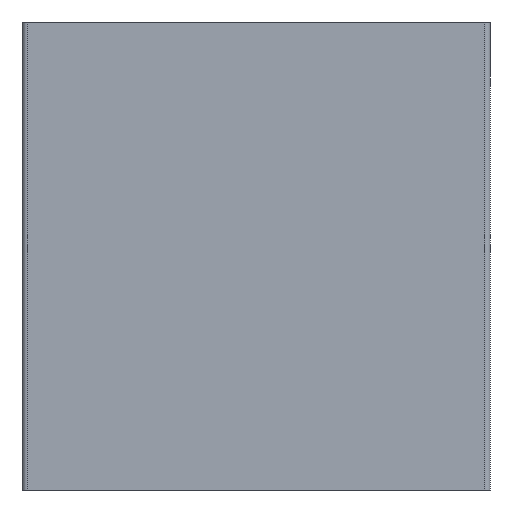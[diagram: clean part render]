
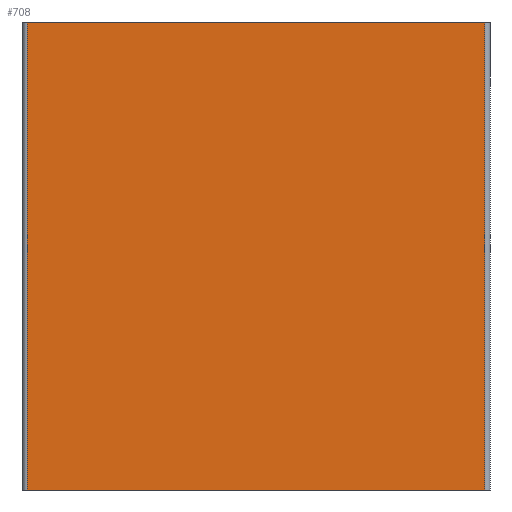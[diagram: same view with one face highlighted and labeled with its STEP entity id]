
A CAD part, front view. The second image highlights one B-rep face of the part: STEP entity #708.
In plain terms, the highlighted planar face has unit normal (0, -1, 0).
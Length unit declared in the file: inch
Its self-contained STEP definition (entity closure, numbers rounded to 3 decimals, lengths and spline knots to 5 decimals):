
#52 = DIRECTION ( 'NONE',  ( 1., 0., 0. ) ) ;
#60 = CARTESIAN_POINT ( 'NONE',  ( 4.842, 0., -4.95 ) ) ;
#66 = DIRECTION ( 'NONE',  ( 0., -1., 0. ) ) ;
#90 = CARTESIAN_POINT ( 'NONE',  ( 4.842, 0., -4.95 ) ) ;
#101 = LINE ( 'NONE', #446, #787 ) ;
#109 = VECTOR ( 'NONE', #792, 39.37008 ) ;
#114 = EDGE_CURVE ( 'NONE', #747, #354, #705, .T. ) ;
#131 = EDGE_CURVE ( 'NONE', #214, #747, #101, .T. ) ;
#164 = DIRECTION ( 'NONE',  ( 0., 0., -1. ) ) ;
#214 = VERTEX_POINT ( 'NONE', #289 ) ;
#237 = VECTOR ( 'NONE', #596, 39.37008 ) ;
#246 = ORIENTED_EDGE ( 'NONE', *, *, #131, .T. ) ;
#254 = DIRECTION ( 'NONE',  ( 0., 0., -1. ) ) ;
#257 = AXIS2_PLACEMENT_3D ( 'NONE', #601, #66, #254 ) ;
#268 = CARTESIAN_POINT ( 'NONE',  ( 4.842, 0., 4.95 ) ) ;
#287 = EDGE_CURVE ( 'NONE', #354, #416, #352, .T. ) ;
#289 = CARTESIAN_POINT ( 'NONE',  ( -4.842, 0., 4.95 ) ) ;
#352 = LINE ( 'NONE', #60, #109 ) ;
#354 = VERTEX_POINT ( 'NONE', #90 ) ;
#416 = VERTEX_POINT ( 'NONE', #268 ) ;
#446 = CARTESIAN_POINT ( 'NONE',  ( -4.842, 0., -4.95 ) ) ;
#451 = EDGE_LOOP ( 'NONE', ( #505, #590, #486, #246 ) ) ;
#486 = ORIENTED_EDGE ( 'NONE', *, *, #501, .T. ) ;
#501 = EDGE_CURVE ( 'NONE', #416, #214, #771, .T. ) ;
#505 = ORIENTED_EDGE ( 'NONE', *, *, #114, .T. ) ;
#590 = ORIENTED_EDGE ( 'NONE', *, *, #287, .T. ) ;
#596 = DIRECTION ( 'NONE',  ( -1., 0., 0. ) ) ;
#601 = CARTESIAN_POINT ( 'NONE',  ( -4.95, 0., -4.95 ) ) ;
#605 = PLANE ( 'NONE',  #257 ) ;
#608 = FACE_OUTER_BOUND ( 'NONE', #451, .T. ) ;
#674 = CARTESIAN_POINT ( 'NONE',  ( -4.842, 0., -4.95 ) ) ;
#696 = CARTESIAN_POINT ( 'NONE',  ( -4.95, 0., -4.95 ) ) ;
#705 = LINE ( 'NONE', #696, #733 ) ;
#708 = ADVANCED_FACE ( 'NONE', ( #608 ), #605, .T. ) ;
#733 = VECTOR ( 'NONE', #52, 39.37008 ) ;
#747 = VERTEX_POINT ( 'NONE', #674 ) ;
#771 = LINE ( 'NONE', #783, #237 ) ;
#783 = CARTESIAN_POINT ( 'NONE',  ( -4.95, 0., 4.95 ) ) ;
#787 = VECTOR ( 'NONE', #164, 39.37008 ) ;
#792 = DIRECTION ( 'NONE',  ( 0., 0., 1. ) ) ;
